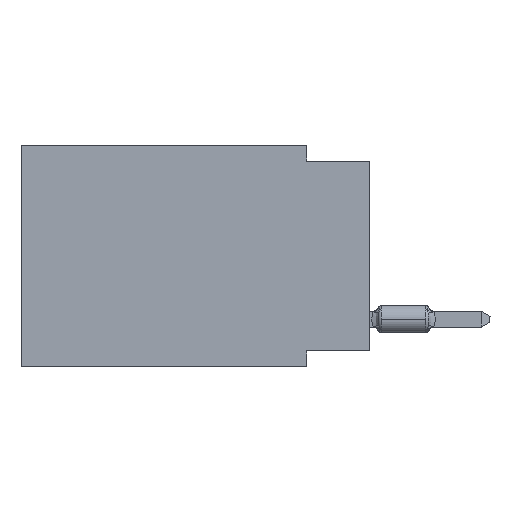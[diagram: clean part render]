
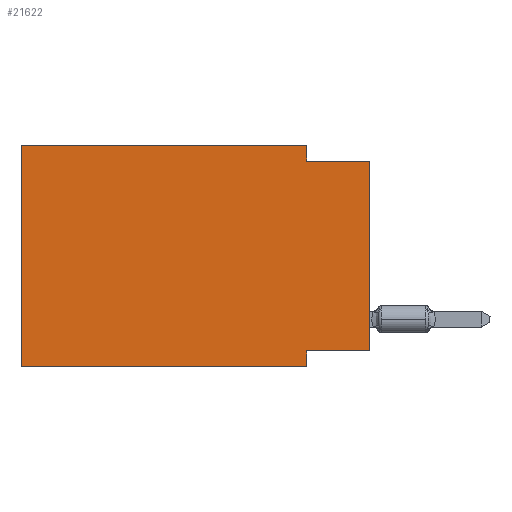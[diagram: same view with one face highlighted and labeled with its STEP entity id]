
A CAD part, left-side view. The second image highlights one B-rep face of the part: STEP entity #21622.
In plain terms, the highlighted planar face has unit normal (-1, 0, 0).
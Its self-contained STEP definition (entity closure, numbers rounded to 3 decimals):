
#1768 = DIRECTION ( 'NONE',  ( 0., 1., 0. ) ) ;
#1927 = ORIENTED_EDGE ( 'NONE', *, *, #9293, .F. ) ;
#2368 = VECTOR ( 'NONE', #27318, 1000. ) ;
#3147 = VERTEX_POINT ( 'NONE', #43872 ) ;
#3179 = VECTOR ( 'NONE', #4822, 1000. ) ;
#3374 = VERTEX_POINT ( 'NONE', #39908 ) ;
#3428 = DIRECTION ( 'NONE',  ( 0., -1., 0. ) ) ;
#4750 = VERTEX_POINT ( 'NONE', #44296 ) ;
#4822 = DIRECTION ( 'NONE',  ( 0., -1., 0. ) ) ;
#5075 = CARTESIAN_POINT ( 'NONE',  ( 0., 13.97, 0. ) ) ;
#7265 = VECTOR ( 'NONE', #3428, 1000. ) ;
#8262 = LINE ( 'NONE', #22609, #3179 ) ;
#8927 = VERTEX_POINT ( 'NONE', #34563 ) ;
#9292 = VECTOR ( 'NONE', #12655, 1000. ) ;
#9293 = EDGE_CURVE ( 'NONE', #3147, #15171, #27213, .T. ) ;
#9869 = DIRECTION ( 'NONE',  ( 0., -1., 0. ) ) ;
#11245 = DIRECTION ( 'NONE',  ( 0., 0., -1. ) ) ;
#11455 = PLANE ( 'NONE',  #38665 ) ;
#12655 = DIRECTION ( 'NONE',  ( 0., 0., -1. ) ) ;
#12774 = EDGE_CURVE ( 'NONE', #13304, #21489, #19554, .T. ) ;
#13269 = DIRECTION ( 'NONE',  ( 0., 0., 1. ) ) ;
#13304 = VERTEX_POINT ( 'NONE', #31117 ) ;
#13413 = CARTESIAN_POINT ( 'NONE',  ( 0., 13.97, 0. ) ) ;
#14928 = ORIENTED_EDGE ( 'NONE', *, *, #27868, .T. ) ;
#15171 = VERTEX_POINT ( 'NONE', #36150 ) ;
#15899 = CARTESIAN_POINT ( 'NONE',  ( 0., 2.54, -8.89 ) ) ;
#16642 = VECTOR ( 'NONE', #44179, 1000. ) ;
#17155 = CARTESIAN_POINT ( 'NONE',  ( 0., 2.54, 0. ) ) ;
#19554 = LINE ( 'NONE', #15899, #16642 ) ;
#20698 = EDGE_CURVE ( 'NONE', #4750, #22759, #23954, .T. ) ;
#21489 = VERTEX_POINT ( 'NONE', #24704 ) ;
#21622 = ADVANCED_FACE ( 'NONE', ( #35423 ), #11455, .F. ) ;
#22040 = VECTOR ( 'NONE', #1768, 1000. ) ;
#22609 = CARTESIAN_POINT ( 'NONE',  ( 0., 13.97, -8.89 ) ) ;
#22759 = VERTEX_POINT ( 'NONE', #17155 ) ;
#23954 = LINE ( 'NONE', #41085, #7265 ) ;
#24704 = CARTESIAN_POINT ( 'NONE',  ( 0., 2.54, -8.89 ) ) ;
#25372 = DIRECTION ( 'NONE',  ( 1., 0., 0. ) ) ;
#27213 = LINE ( 'NONE', #41128, #30720 ) ;
#27318 = DIRECTION ( 'NONE',  ( 0., 0., 1. ) ) ;
#27868 = EDGE_CURVE ( 'NONE', #8927, #15171, #28071, .T. ) ;
#28071 = LINE ( 'NONE', #31502, #28386 ) ;
#28386 = VECTOR ( 'NONE', #13269, 1000. ) ;
#28436 = ORIENTED_EDGE ( 'NONE', *, *, #40243, .F. ) ;
#28747 = ORIENTED_EDGE ( 'NONE', *, *, #36527, .T. ) ;
#29918 = EDGE_LOOP ( 'NONE', ( #14928, #1927, #28436, #39977, #35520, #28747, #32849, #43449 ) ) ;
#30720 = VECTOR ( 'NONE', #9869, 1000. ) ;
#31117 = CARTESIAN_POINT ( 'NONE',  ( 0., 2.54, -8.255 ) ) ;
#31502 = CARTESIAN_POINT ( 'NONE',  ( 0., 0., 0. ) ) ;
#32536 = CARTESIAN_POINT ( 'NONE',  ( 0., 0., -8.255 ) ) ;
#32849 = ORIENTED_EDGE ( 'NONE', *, *, #12774, .F. ) ;
#33505 = LINE ( 'NONE', #13413, #2368 ) ;
#34563 = CARTESIAN_POINT ( 'NONE',  ( 0., 0., -8.255 ) ) ;
#35423 = FACE_OUTER_BOUND ( 'NONE', #29918, .T. ) ;
#35520 = ORIENTED_EDGE ( 'NONE', *, *, #35790, .F. ) ;
#35790 = EDGE_CURVE ( 'NONE', #3374, #4750, #33505, .T. ) ;
#36130 = EDGE_CURVE ( 'NONE', #8927, #13304, #36429, .T. ) ;
#36150 = CARTESIAN_POINT ( 'NONE',  ( 0., 0., -0.635 ) ) ;
#36429 = LINE ( 'NONE', #32536, #22040 ) ;
#36527 = EDGE_CURVE ( 'NONE', #3374, #21489, #8262, .T. ) ;
#36840 = LINE ( 'NONE', #43906, #9292 ) ;
#38665 = AXIS2_PLACEMENT_3D ( 'NONE', #5075, #25372, #11245 ) ;
#39908 = CARTESIAN_POINT ( 'NONE',  ( 0., 13.97, -8.89 ) ) ;
#39977 = ORIENTED_EDGE ( 'NONE', *, *, #20698, .F. ) ;
#40243 = EDGE_CURVE ( 'NONE', #22759, #3147, #36840, .T. ) ;
#41085 = CARTESIAN_POINT ( 'NONE',  ( 0., 13.97, 0. ) ) ;
#41128 = CARTESIAN_POINT ( 'NONE',  ( 0., 0., -0.635 ) ) ;
#43449 = ORIENTED_EDGE ( 'NONE', *, *, #36130, .F. ) ;
#43872 = CARTESIAN_POINT ( 'NONE',  ( 0., 2.54, -0.635 ) ) ;
#43906 = CARTESIAN_POINT ( 'NONE',  ( 0., 2.54, 0. ) ) ;
#44179 = DIRECTION ( 'NONE',  ( 0., 0., -1. ) ) ;
#44296 = CARTESIAN_POINT ( 'NONE',  ( 0., 13.97, 0. ) ) ;
